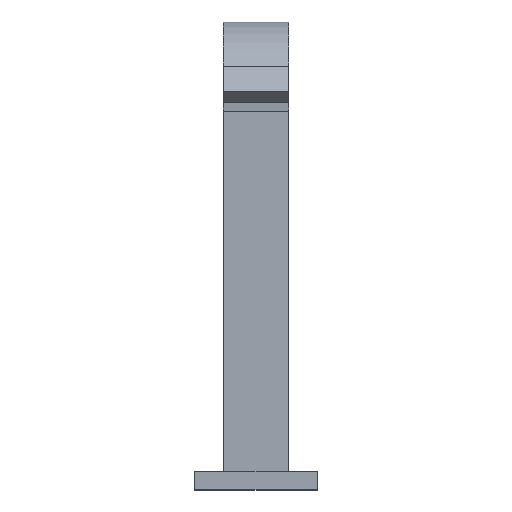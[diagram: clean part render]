
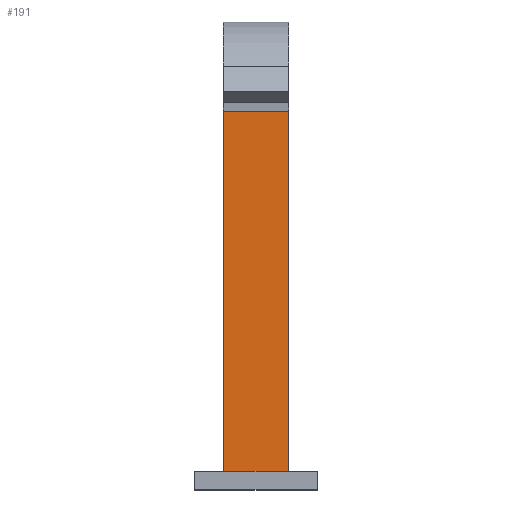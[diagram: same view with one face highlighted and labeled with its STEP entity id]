
A CAD part, top view. The second image highlights one B-rep face of the part: STEP entity #191.
In plain terms, the highlighted planar face has unit normal (0, 0, 1).
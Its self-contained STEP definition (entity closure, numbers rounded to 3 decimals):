
#7 = EDGE_CURVE ( 'NONE', #302, #430, #602, .T. ) ;
#29 = PLANE ( 'NONE',  #510 ) ;
#77 = CARTESIAN_POINT ( 'NONE',  ( -16., 176.55, 5.45 ) ) ;
#82 = DIRECTION ( 'NONE',  ( -1., 0., 0. ) ) ;
#95 = VECTOR ( 'NONE', #399, 1000. ) ;
#102 = LINE ( 'NONE', #106, #476 ) ;
#105 = CARTESIAN_POINT ( 'NONE',  ( -16., 0., 5.45 ) ) ;
#106 = CARTESIAN_POINT ( 'NONE',  ( 16., 176.55, 5.45 ) ) ;
#133 = ORIENTED_EDGE ( 'NONE', *, *, #182, .F. ) ;
#156 = EDGE_CURVE ( 'NONE', #600, #302, #620, .T. ) ;
#182 = EDGE_CURVE ( 'NONE', #600, #408, #671, .T. ) ;
#191 = ADVANCED_FACE ( 'NONE', ( #576 ), #29, .F. ) ;
#199 = DIRECTION ( 'NONE',  ( 0., -1., 0. ) ) ;
#201 = ORIENTED_EDGE ( 'NONE', *, *, #396, .F. ) ;
#228 = CARTESIAN_POINT ( 'NONE',  ( -16., 0., 5.45 ) ) ;
#302 = VERTEX_POINT ( 'NONE', #105 ) ;
#323 = CARTESIAN_POINT ( 'NONE',  ( 16., 0., 5.45 ) ) ;
#358 = EDGE_LOOP ( 'NONE', ( #369, #201, #133, #665 ) ) ;
#369 = ORIENTED_EDGE ( 'NONE', *, *, #7, .T. ) ;
#396 = EDGE_CURVE ( 'NONE', #408, #430, #102, .T. ) ;
#399 = DIRECTION ( 'NONE',  ( 1., 0., 0. ) ) ;
#404 = DIRECTION ( 'NONE',  ( 0., 0., -1. ) ) ;
#408 = VERTEX_POINT ( 'NONE', #580 ) ;
#430 = VERTEX_POINT ( 'NONE', #323 ) ;
#439 = DIRECTION ( 'NONE',  ( 0., -1., 0. ) ) ;
#476 = VECTOR ( 'NONE', #439, 1000. ) ;
#510 = AXIS2_PLACEMENT_3D ( 'NONE', #513, #404, #82 ) ;
#513 = CARTESIAN_POINT ( 'NONE',  ( -16., 176.55, 5.45 ) ) ;
#553 = VECTOR ( 'NONE', #608, 1000. ) ;
#557 = CARTESIAN_POINT ( 'NONE',  ( -16., 176.55, 5.45 ) ) ;
#570 = CARTESIAN_POINT ( 'NONE',  ( -16., 176.55, 5.45 ) ) ;
#576 = FACE_OUTER_BOUND ( 'NONE', #358, .T. ) ;
#580 = CARTESIAN_POINT ( 'NONE',  ( 16., 176.55, 5.45 ) ) ;
#600 = VERTEX_POINT ( 'NONE', #557 ) ;
#602 = LINE ( 'NONE', #228, #553 ) ;
#608 = DIRECTION ( 'NONE',  ( 1., 0., 0. ) ) ;
#620 = LINE ( 'NONE', #77, #626 ) ;
#626 = VECTOR ( 'NONE', #199, 1000. ) ;
#665 = ORIENTED_EDGE ( 'NONE', *, *, #156, .T. ) ;
#671 = LINE ( 'NONE', #570, #95 ) ;
